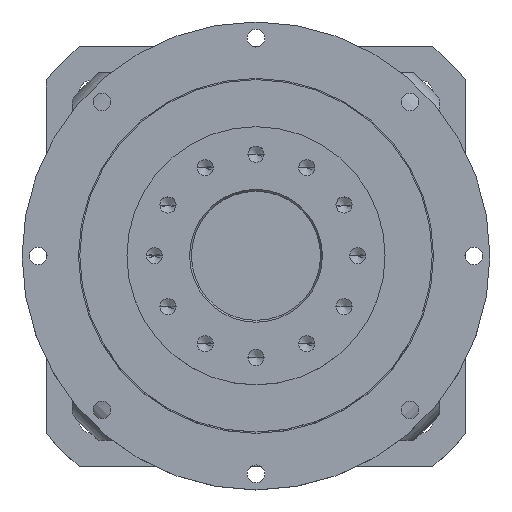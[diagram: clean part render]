
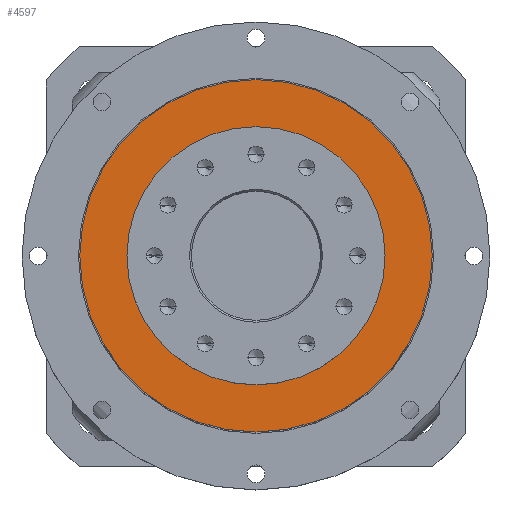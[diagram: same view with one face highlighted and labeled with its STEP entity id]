
A CAD part, top view. The second image highlights one B-rep face of the part: STEP entity #4597.
In plain terms, the highlighted planar face has unit normal (0, 0, 1).
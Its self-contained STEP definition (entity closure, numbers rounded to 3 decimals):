
#559 = DIRECTION ( 'NONE',  ( 1., 0., 0. ) ) ;
#616 = CARTESIAN_POINT ( 'NONE',  ( -40., 0., -6. ) ) ;
#1221 = CIRCLE ( 'NONE', #2819, 54.6 ) ;
#1345 = VERTEX_POINT ( 'NONE', #13666 ) ;
#1802 = VERTEX_POINT ( 'NONE', #6117 ) ;
#2074 = FACE_OUTER_BOUND ( 'NONE', #11974, .T. ) ;
#2134 = DIRECTION ( 'NONE',  ( 0., 0., 1. ) ) ;
#2392 = CIRCLE ( 'NONE', #2995, 40. ) ;
#2819 = AXIS2_PLACEMENT_3D ( 'NONE', #11579, #5078, #12649 ) ;
#2995 = AXIS2_PLACEMENT_3D ( 'NONE', #8632, #2134, #9733 ) ;
#3002 = VERTEX_POINT ( 'NONE', #13956 ) ;
#3059 = CARTESIAN_POINT ( 'NONE',  ( 0., 54.6, -6. ) ) ;
#3526 = EDGE_LOOP ( 'NONE', ( #13548, #5213 ) ) ;
#4150 = DIRECTION ( 'NONE',  ( -1., 0., 0. ) ) ;
#4174 = AXIS2_PLACEMENT_3D ( 'NONE', #13591, #7100, #559 ) ;
#4223 = ORIENTED_EDGE ( 'NONE', *, *, #5454, .T. ) ;
#4488 = EDGE_CURVE ( 'NONE', #1802, #1345, #1221, .T. ) ;
#4597 = ADVANCED_FACE ( 'NONE', ( #5331, #2074 ), #13891, .F. ) ;
#5067 = EDGE_CURVE ( 'NONE', #3002, #10185, #11277, .T. ) ;
#5078 = DIRECTION ( 'NONE',  ( 0., 0., 1. ) ) ;
#5087 = CARTESIAN_POINT ( 'NONE',  ( 0., 0., -6. ) ) ;
#5213 = ORIENTED_EDGE ( 'NONE', *, *, #12677, .F. ) ;
#5331 = FACE_BOUND ( 'NONE', #3526, .T. ) ;
#5454 = EDGE_CURVE ( 'NONE', #1345, #1802, #12595, .T. ) ;
#6117 = CARTESIAN_POINT ( 'NONE',  ( -54.6, 0., -6. ) ) ;
#6159 = DIRECTION ( 'NONE',  ( 1., 0., 0. ) ) ;
#7100 = DIRECTION ( 'NONE',  ( 0., 0., 1. ) ) ;
#8632 = CARTESIAN_POINT ( 'NONE',  ( 0., 0., -6. ) ) ;
#8865 = ORIENTED_EDGE ( 'NONE', *, *, #4488, .T. ) ;
#9268 = AXIS2_PLACEMENT_3D ( 'NONE', #5087, #12658, #6159 ) ;
#9733 = DIRECTION ( 'NONE',  ( 1., 0., 0. ) ) ;
#10185 = VERTEX_POINT ( 'NONE', #616 ) ;
#10662 = DIRECTION ( 'NONE',  ( 0., 0., -1. ) ) ;
#11277 = CIRCLE ( 'NONE', #4174, 40. ) ;
#11563 = AXIS2_PLACEMENT_3D ( 'NONE', #3059, #10662, #4150 ) ;
#11579 = CARTESIAN_POINT ( 'NONE',  ( 0., 0., -6. ) ) ;
#11974 = EDGE_LOOP ( 'NONE', ( #4223, #8865 ) ) ;
#12595 = CIRCLE ( 'NONE', #9268, 54.6 ) ;
#12649 = DIRECTION ( 'NONE',  ( 1., 0., 0. ) ) ;
#12658 = DIRECTION ( 'NONE',  ( 0., 0., 1. ) ) ;
#12677 = EDGE_CURVE ( 'NONE', #10185, #3002, #2392, .T. ) ;
#13548 = ORIENTED_EDGE ( 'NONE', *, *, #5067, .F. ) ;
#13591 = CARTESIAN_POINT ( 'NONE',  ( 0., 0., -6. ) ) ;
#13666 = CARTESIAN_POINT ( 'NONE',  ( 54.6, 0., -6. ) ) ;
#13891 = PLANE ( 'NONE',  #11563 ) ;
#13956 = CARTESIAN_POINT ( 'NONE',  ( 40., 0., -6. ) ) ;
